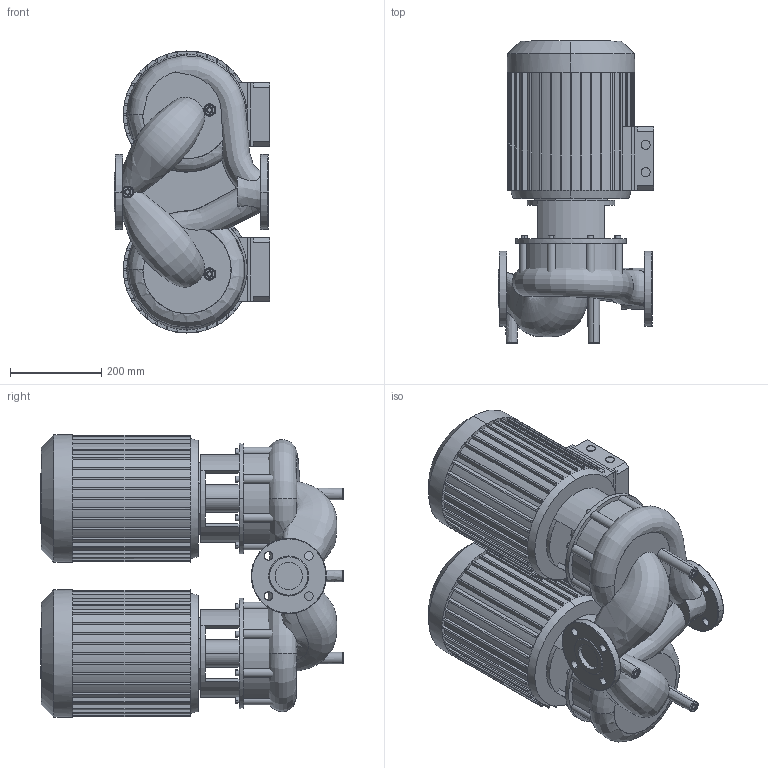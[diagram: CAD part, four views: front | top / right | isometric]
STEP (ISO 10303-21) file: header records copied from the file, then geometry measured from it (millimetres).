
FILE_DESCRIPTION((''),'2;1');
FILE_NAME('3d_DPL50_165-5_5_2-2121257.stp','2016-08-24T10:59:32',(''),(''),'Mechanical Desktop 2009','Mechanical Desktop 2009',', , ');
FILE_SCHEMA(('CONFIG_CONTROL_DESIGN'));
Length unit declared in the file: millimetre
Products named in the file (1): Product
Bounding box: 342 x 664.88 x 619 mm (x, y, z)
Volume: 62134250.3 mm3; surface area: 2378798.5 mm2
Topology: 17 solids, 17 shells, 976 faces, 2462 edges, 1565 vertices
Faces by surface type: plane 510, bspline 232, cylinder 220, cone 10, torus 4
Entity records: 47184 total; most frequent: CARTESIAN_POINT 23932, ORIENTED_EDGE 4916, DIRECTION 4714, EDGE_CURVE 2458, AXIS2_PLACEMENT_3D 1676, VERTEX_POINT 1563, VECTOR 1362, LINE 1362
